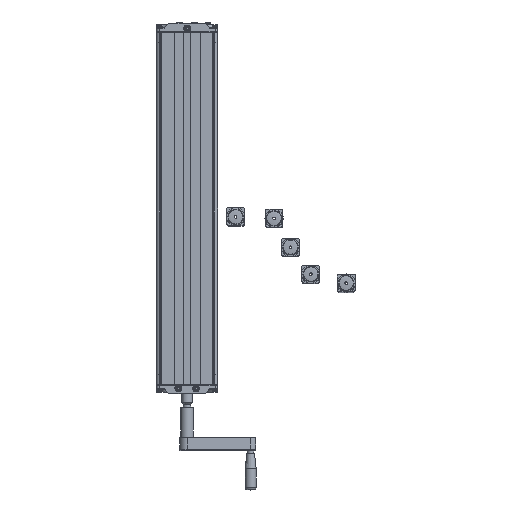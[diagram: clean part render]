
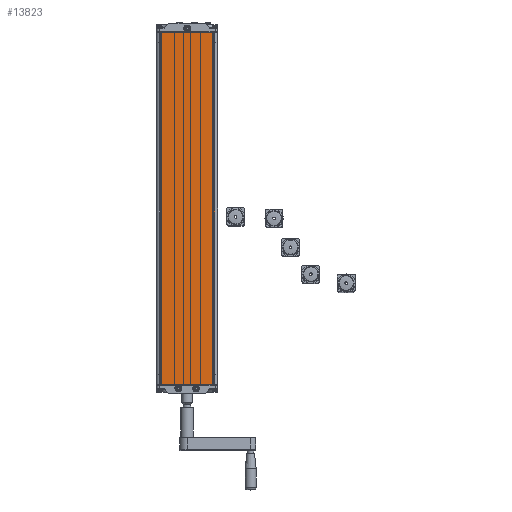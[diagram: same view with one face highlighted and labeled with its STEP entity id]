
A CAD part, top view. The second image highlights one B-rep face of the part: STEP entity #13823.
In plain terms, the highlighted planar face has unit normal (0, 0, 1).
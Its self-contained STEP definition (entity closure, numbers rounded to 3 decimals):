
#882=PLANE('',#15175);
#1185=FACE_OUTER_BOUND('',#2050,.T.);
#2050=EDGE_LOOP('',(#9412,#9413,#9414,#9415));
#3036=LINE('',#21893,#4018);
#3037=LINE('',#21895,#4019);
#3038=LINE('',#21897,#4020);
#3039=LINE('',#21898,#4021);
#4018=VECTOR('',#17131,691.5);
#4019=VECTOR('',#17132,108.);
#4020=VECTOR('',#17133,691.5);
#4021=VECTOR('',#17134,108.);
#5984=VERTEX_POINT('',#21891);
#5985=VERTEX_POINT('',#21892);
#5986=VERTEX_POINT('',#21894);
#5987=VERTEX_POINT('',#21896);
#7290=EDGE_CURVE('',#5984,#5985,#3036,.F.);
#7291=EDGE_CURVE('',#5985,#5986,#3037,.T.);
#7292=EDGE_CURVE('',#5986,#5987,#3038,.T.);
#7293=EDGE_CURVE('',#5987,#5984,#3039,.F.);
#9412=ORIENTED_EDGE('',*,*,#7290,.T.);
#9413=ORIENTED_EDGE('',*,*,#7291,.T.);
#9414=ORIENTED_EDGE('',*,*,#7292,.T.);
#9415=ORIENTED_EDGE('',*,*,#7293,.T.);
#13823=ADVANCED_FACE('',(#1185),#882,.T.);
#15175=AXIS2_PLACEMENT_3D('',#21890,#17129,#17130);
#17129=DIRECTION('center_axis',(0.,0.,1.));
#17130=DIRECTION('ref_axis',(1.,0.,0.));
#17131=DIRECTION('',(0.,-1.,0.));
#17132=DIRECTION('',(-1.,0.,0.));
#17133=DIRECTION('',(0.,-1.,0.));
#17134=DIRECTION('',(-1.,0.,0.));
#21890=CARTESIAN_POINT('Origin',(60.,692.5,30.));
#21891=CARTESIAN_POINT('',(54.,0.5,30.));
#21892=CARTESIAN_POINT('',(54.,692.,30.));
#21893=CARTESIAN_POINT('',(54.,692.,30.));
#21894=CARTESIAN_POINT('',(-54.,692.,30.));
#21895=CARTESIAN_POINT('',(54.,692.,30.));
#21896=CARTESIAN_POINT('',(-54.,0.5,30.));
#21897=CARTESIAN_POINT('',(-54.,692.,30.));
#21898=CARTESIAN_POINT('',(54.,0.5,30.));
